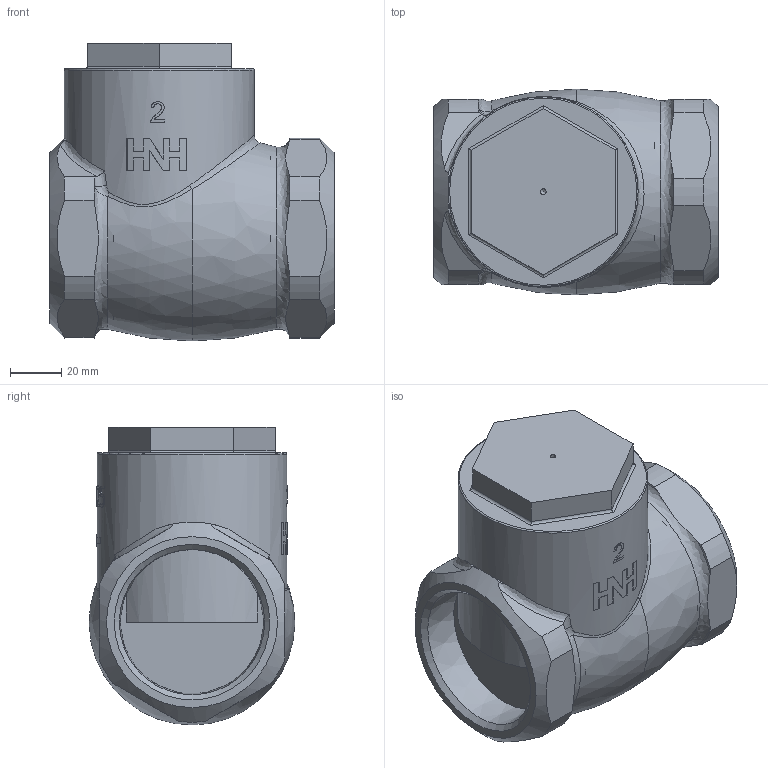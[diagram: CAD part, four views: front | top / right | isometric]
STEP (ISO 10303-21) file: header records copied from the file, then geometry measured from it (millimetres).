
FILE_DESCRIPTION((''),'2;1');
FILE_NAME('Fig-47_2in.stp','2011-03-03T14:28:05',('btaylor'),(''),'Autodesk Inventor 2008','Autodesk Inventor 2008','');
FILE_SCHEMA(('AUTOMOTIVE_DESIGN { 1 0 10303 214 1 1 1 1 }'));
Length unit declared in the file: millimetre
Products named in the file (1): Fig-47_2in
Bounding box: 110.5 x 79.98 x 115.9 mm (x, y, z)
Volume: 502292.1 mm3; surface area: 65112.9 mm2
Topology: 1 solids, 2 shells, 241 faces, 630 edges, 416 vertices
Faces by surface type: plane 113, bspline 66, cylinder 42, cone 19, torus 1
Full cylindrical faces by diameter (mm): 73.8 x1
Entity records: 25083 total; most frequent: CARTESIAN_POINT 19595, ORIENTED_EDGE 1220, DIRECTION 839, EDGE_CURVE 610, VERTEX_POINT 408, AXIS2_PLACEMENT_3D 311, EDGE_LOOP 276, STYLED_ITEM 242
